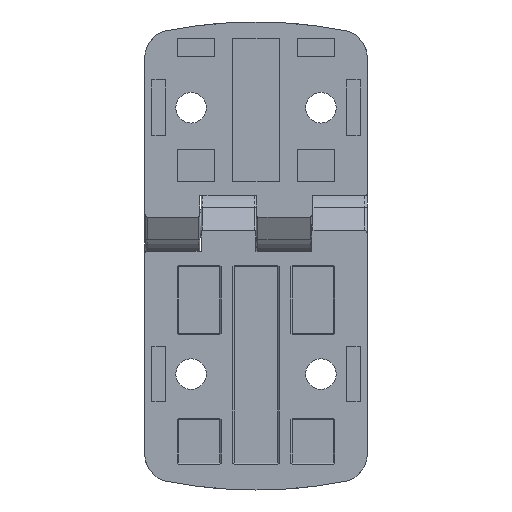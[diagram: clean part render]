
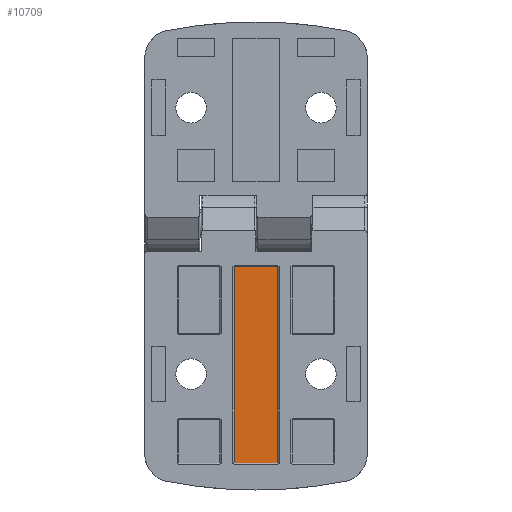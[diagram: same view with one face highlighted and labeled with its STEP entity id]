
A CAD part, front view. The second image highlights one B-rep face of the part: STEP entity #10709.
In plain terms, the highlighted planar face has unit normal (0, -1, 0).
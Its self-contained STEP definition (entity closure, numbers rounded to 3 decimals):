
#58 = PLANE ( 'NONE',  #8507 ) ;
#566 = EDGE_CURVE ( 'NONE', #10776, #1198, #9540, .T. ) ;
#740 = ORIENTED_EDGE ( 'NONE', *, *, #10704, .T. ) ;
#913 = DIRECTION ( 'NONE',  ( 0., -1., 0. ) ) ;
#993 = EDGE_CURVE ( 'NONE', #3083, #10776, #2544, .T. ) ;
#1198 = VERTEX_POINT ( 'NONE', #2108 ) ;
#1382 = EDGE_LOOP ( 'NONE', ( #8120, #2073, #5669, #740 ) ) ;
#1388 = VECTOR ( 'NONE', #3928, 1000. ) ;
#1414 = CARTESIAN_POINT ( 'NONE',  ( -4.7, 3., -9.3 ) ) ;
#1846 = LINE ( 'NONE', #7745, #10707 ) ;
#2073 = ORIENTED_EDGE ( 'NONE', *, *, #993, .T. ) ;
#2108 = CARTESIAN_POINT ( 'NONE',  ( 4.7, 3., -9.3 ) ) ;
#2544 = LINE ( 'NONE', #3962, #4287 ) ;
#2577 = EDGE_CURVE ( 'NONE', #6500, #3083, #3683, .T. ) ;
#3060 = CARTESIAN_POINT ( 'NONE',  ( -4.7, 3., -51.7 ) ) ;
#3083 = VERTEX_POINT ( 'NONE', #3060 ) ;
#3683 = LINE ( 'NONE', #7436, #1388 ) ;
#3928 = DIRECTION ( 'NONE',  ( 0., 0., -1. ) ) ;
#3962 = CARTESIAN_POINT ( 'NONE',  ( 5., 3., -51.7 ) ) ;
#4287 = VECTOR ( 'NONE', #9104, 1000. ) ;
#4719 = CARTESIAN_POINT ( 'NONE',  ( 4.7, 3., -9. ) ) ;
#4965 = VECTOR ( 'NONE', #10724, 1000. ) ;
#5195 = DIRECTION ( 'NONE',  ( -1., 0., 0. ) ) ;
#5669 = ORIENTED_EDGE ( 'NONE', *, *, #566, .T. ) ;
#6018 = CARTESIAN_POINT ( 'NONE',  ( 5., 3., -9. ) ) ;
#6421 = FACE_OUTER_BOUND ( 'NONE', #1382, .T. ) ;
#6500 = VERTEX_POINT ( 'NONE', #1414 ) ;
#6920 = DIRECTION ( 'NONE',  ( 0., 0., -1. ) ) ;
#7436 = CARTESIAN_POINT ( 'NONE',  ( -4.7, 3., -9. ) ) ;
#7745 = CARTESIAN_POINT ( 'NONE',  ( 5., 3., -9.3 ) ) ;
#8120 = ORIENTED_EDGE ( 'NONE', *, *, #2577, .T. ) ;
#8507 = AXIS2_PLACEMENT_3D ( 'NONE', #6018, #913, #6920 ) ;
#9104 = DIRECTION ( 'NONE',  ( 1., 0., 0. ) ) ;
#9540 = LINE ( 'NONE', #4719, #4965 ) ;
#10431 = CARTESIAN_POINT ( 'NONE',  ( 4.7, 3., -51.7 ) ) ;
#10704 = EDGE_CURVE ( 'NONE', #1198, #6500, #1846, .T. ) ;
#10707 = VECTOR ( 'NONE', #5195, 1000. ) ;
#10709 = ADVANCED_FACE ( 'NONE', ( #6421 ), #58, .T. ) ;
#10724 = DIRECTION ( 'NONE',  ( 0., 0., 1. ) ) ;
#10776 = VERTEX_POINT ( 'NONE', #10431 ) ;
